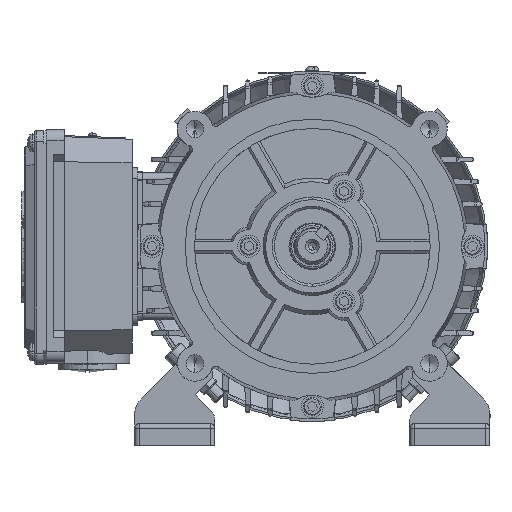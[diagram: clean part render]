
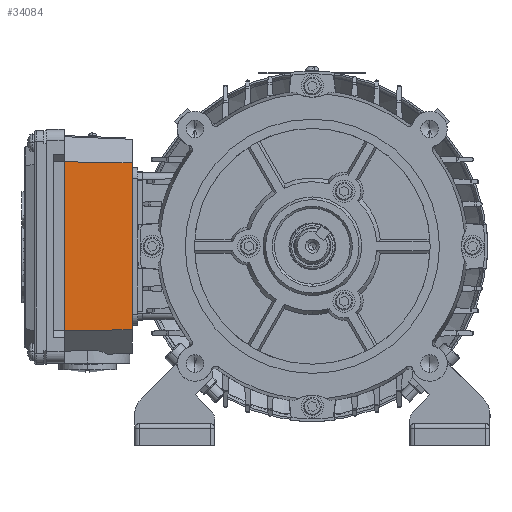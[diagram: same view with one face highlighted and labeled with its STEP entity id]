
A CAD part, left-side view. The second image highlights one B-rep face of the part: STEP entity #34084.
In plain terms, the highlighted face is planar.
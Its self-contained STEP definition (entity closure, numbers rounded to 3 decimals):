
#34021 = VERTEX_POINT ( 'NONE', #102337 ) ;
#34066 = ORIENTED_EDGE ( 'NONE', *, *, #34067, .F. ) ;
#34067 = EDGE_CURVE ( 'NONE', #34080, #34094, #102517, .T. ) ;
#34079 = EDGE_CURVE ( 'NONE', #34021, #34080, #102496, .T. ) ;
#34080 = VERTEX_POINT ( 'NONE', #102592 ) ;
#34084 = ADVANCED_FACE ( 'NONE', ( #102587 ), #102586, .F. ) ;
#34085 = EDGE_LOOP ( 'NONE', ( #34086, #34087, #34089, #34066 ) ) ;
#34086 = ORIENTED_EDGE ( 'NONE', *, *, #34079, .F. ) ;
#34087 = ORIENTED_EDGE ( 'NONE', *, *, #34088, .T. ) ;
#34088 = EDGE_CURVE ( 'NONE', #34021, #34097, #102583, .T. ) ;
#34089 = ORIENTED_EDGE ( 'NONE', *, *, #34096, .T. ) ;
#34094 = VERTEX_POINT ( 'NONE', #102643 ) ;
#34096 = EDGE_CURVE ( 'NONE', #34097, #34094, #102640, .T. ) ;
#34097 = VERTEX_POINT ( 'NONE', #102633 ) ;
#102337 = CARTESIAN_POINT ( 'NONE',  ( -49.254, 37.983, -33. ) ) ;
#102486 = DIRECTION ( 'NONE',  ( 0.038, -0.016, 0.999 ) ) ;
#102487 = VECTOR ( 'NONE', #102486, 1000. ) ;
#102489 = CARTESIAN_POINT ( 'NONE',  ( -49.33, 38.016, -35. ) ) ;
#102496 = LINE ( 'NONE', #102489, #102487 ) ;
#102505 = DIRECTION ( 'NONE',  ( 0., -1., 0. ) ) ;
#102506 = VECTOR ( 'NONE', #102505, 1000. ) ;
#102508 = CARTESIAN_POINT ( 'NONE',  ( -48.09, 37.483, -2.5 ) ) ;
#102517 = LINE ( 'NONE', #102508, #102506 ) ;
#102577 = DIRECTION ( 'NONE',  ( 0., -1., 0. ) ) ;
#102578 = VECTOR ( 'NONE', #102577, 1000. ) ;
#102579 = CARTESIAN_POINT ( 'NONE',  ( -49.254, -37.483, -33. ) ) ;
#102580 = DIRECTION ( 'NONE',  ( -0.038, 0., -0.999 ) ) ;
#102581 = DIRECTION ( 'NONE',  ( 0.999, 0., -0.038 ) ) ;
#102582 = AXIS2_PLACEMENT_3D ( 'NONE', #102584, #102581, #102580 ) ;
#102583 = LINE ( 'NONE', #102579, #102578 ) ;
#102584 = CARTESIAN_POINT ( 'NONE',  ( -48.09, -37.483, -2.5 ) ) ;
#102586 = PLANE ( 'NONE',  #102582 ) ;
#102587 = FACE_OUTER_BOUND ( 'NONE', #34085, .T. ) ;
#102592 = CARTESIAN_POINT ( 'NONE',  ( -48.09, 37.483, -2.5 ) ) ;
#102633 = CARTESIAN_POINT ( 'NONE',  ( -49.254, -37.983, -33. ) ) ;
#102634 = DIRECTION ( 'NONE',  ( 0.038, 0.016, 0.999 ) ) ;
#102636 = VECTOR ( 'NONE', #102634, 1000. ) ;
#102638 = CARTESIAN_POINT ( 'NONE',  ( -49.33, -38.016, -35. ) ) ;
#102640 = LINE ( 'NONE', #102638, #102636 ) ;
#102643 = CARTESIAN_POINT ( 'NONE',  ( -48.09, -37.483, -2.5 ) ) ;
